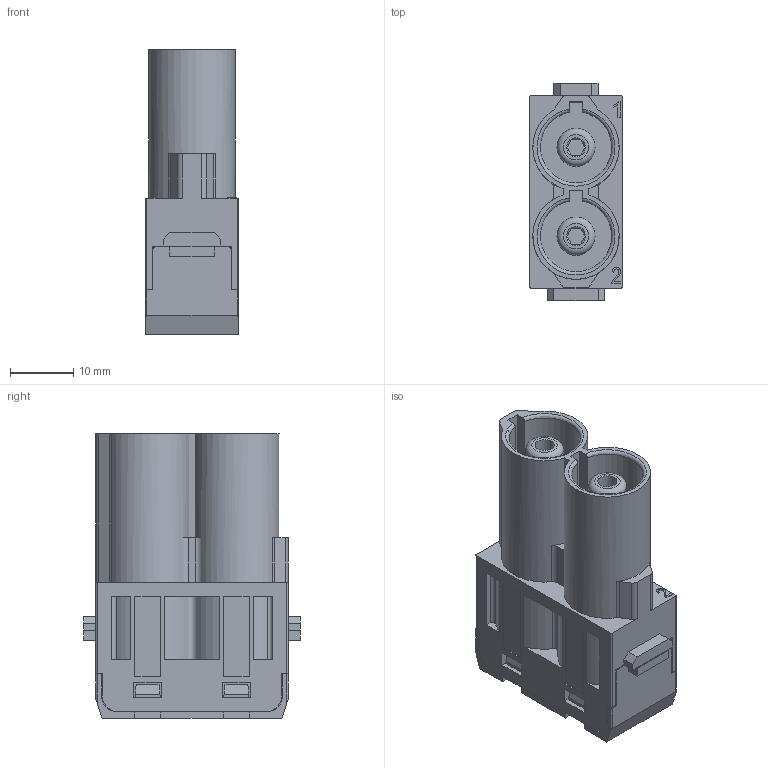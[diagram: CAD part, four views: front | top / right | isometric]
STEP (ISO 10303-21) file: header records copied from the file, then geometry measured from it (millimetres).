
FILE_DESCRIPTION(/* description */ (''),/* implementation_level */ '2;1');
FILE_NAME(/* name */ 'HMK70-002.1-M.stp',/* time_stamp */ '2023-02-08T23:49:17+08:00',/* author */ (''),/* organization */ (''),/* preprocessor_version */ 'ST-DEVELOPER v16',/* originating_system */ 'SIEMENS PLM Software NX 10.0',/* authorisation */ '');
FILE_SCHEMA (('AP203_CONFIGURATION_CONTROLLED_3D_DESIGN_OF_MECHANICAL_PARTS_AND_ASSEMBLIES_MIM_LF { 1 0 10303 403 2 1 2}'));
Length unit declared in the file: millimetre
Products named in the file (1): Admi0A2C26ACrohw
Bounding box: 14.65 x 34.2 x 44.85 mm (x, y, z)
Volume: 10641.9 mm3; surface area: 15947.2 mm2
Topology: 1 solids, 7 shells, 599 faces, 1840 edges, 1202 vertices
Faces by surface type: plane 328, cylinder 201, cone 24, bspline 20, extrusion 18, torus 8
Full cylindrical faces by diameter (mm): 1.5 x2, 1.7 x6, 3 x2, 5 x2, 6 x4, 6.4 x2, 6.85 x4, 6.9 x2, 8.9 x2, 9 x2, 10 x2, 10.3 x2, 10.5 x2, 12.3 x2
Entity records: 34027 total; most frequent: CARTESIAN_POINT 18795, ORIENTED_EDGE 3480, DIRECTION 2620, EDGE_CURVE 1740, VERTEX_POINT 1172, AXIS2_PLACEMENT_3D 912, VECTOR 796, LINE 778
